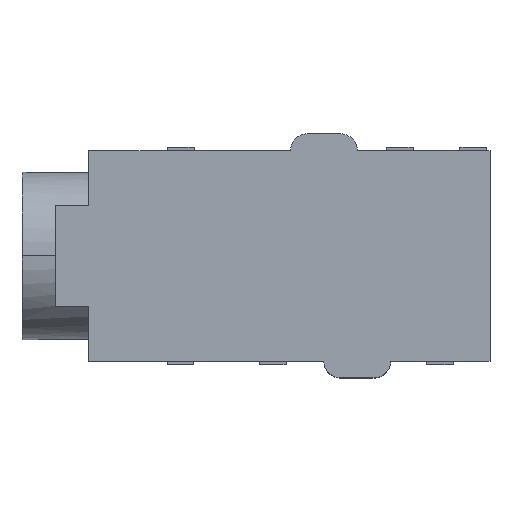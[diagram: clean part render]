
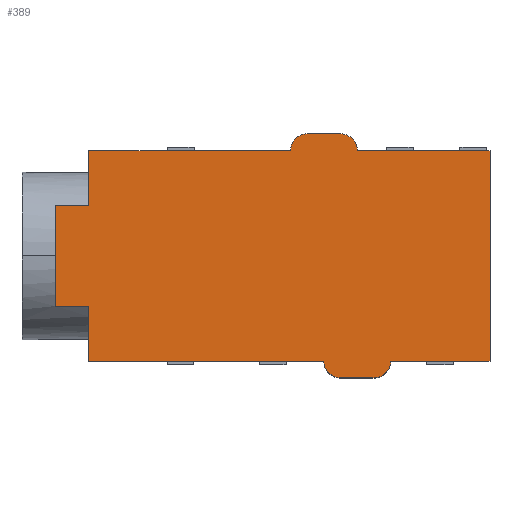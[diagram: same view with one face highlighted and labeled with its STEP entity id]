
A CAD part, top view. The second image highlights one B-rep face of the part: STEP entity #389.
In plain terms, the highlighted planar face has unit normal (0, 0, 1).
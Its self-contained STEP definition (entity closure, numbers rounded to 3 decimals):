
#2 = AXIS2_PLACEMENT_3D ( 'NONE', #34, #889, #68 ) ;
#29 = VECTOR ( 'NONE', #1704, 1000. ) ;
#34 = CARTESIAN_POINT ( 'NONE',  ( 2.53, -3.15, 4. ) ) ;
#48 = DIRECTION ( 'NONE',  ( 0., -1., 0. ) ) ;
#54 = CIRCLE ( 'NONE', #1105, 0.5 ) ;
#68 = DIRECTION ( 'NONE',  ( -1., 0., 0. ) ) ;
#102 = CARTESIAN_POINT ( 'NONE',  ( -7., 1.5, 4. ) ) ;
#117 = CARTESIAN_POINT ( 'NONE',  ( -6., 3.15, 4. ) ) ;
#144 = DIRECTION ( 'NONE',  ( -1., 0., 0. ) ) ;
#168 = CARTESIAN_POINT ( 'NONE',  ( -6., -1.5, 4. ) ) ;
#174 = EDGE_CURVE ( 'NONE', #1356, #751, #1762, .T. ) ;
#181 = ORIENTED_EDGE ( 'NONE', *, *, #937, .T. ) ;
#220 = AXIS2_PLACEMENT_3D ( 'NONE', #829, #1395, #1264 ) ;
#224 = CARTESIAN_POINT ( 'NONE',  ( -6., -3.15, 4. ) ) ;
#252 = LINE ( 'NONE', #646, #1784 ) ;
#266 = DIRECTION ( 'NONE',  ( 0., 0., 1. ) ) ;
#297 = CARTESIAN_POINT ( 'NONE',  ( 1.53, -3.65, 4. ) ) ;
#324 = VERTEX_POINT ( 'NONE', #552 ) ;
#333 = LINE ( 'NONE', #1459, #1324 ) ;
#357 = LINE ( 'NONE', #224, #1471 ) ;
#366 = DIRECTION ( 'NONE',  ( 0., -1., 0. ) ) ;
#375 = DIRECTION ( 'NONE',  ( 0., 1., 0. ) ) ;
#376 = ORIENTED_EDGE ( 'NONE', *, *, #841, .T. ) ;
#384 = ORIENTED_EDGE ( 'NONE', *, *, #931, .T. ) ;
#389 = ADVANCED_FACE ( 'NONE', ( #414 ), #970, .F. ) ;
#414 = FACE_OUTER_BOUND ( 'NONE', #599, .T. ) ;
#423 = VERTEX_POINT ( 'NONE', #1277 ) ;
#446 = CARTESIAN_POINT ( 'NONE',  ( -7., -1.5, 4. ) ) ;
#473 = CARTESIAN_POINT ( 'NONE',  ( 0.03, 3.65, 4. ) ) ;
#534 = VERTEX_POINT ( 'NONE', #168 ) ;
#543 = ORIENTED_EDGE ( 'NONE', *, *, #174, .F. ) ;
#547 = CIRCLE ( 'NONE', #2, 0.5 ) ;
#552 = CARTESIAN_POINT ( 'NONE',  ( 3.03, -3.15, 4. ) ) ;
#565 = CARTESIAN_POINT ( 'NONE',  ( 2.03, 3.15, 4. ) ) ;
#588 = LINE ( 'NONE', #614, #624 ) ;
#599 = EDGE_LOOP ( 'NONE', ( #1609, #1692, #376, #1216, #384, #1218, #1329, #1783, #1127, #181, #543, #662, #1162, #665, #923, #801 ) ) ;
#600 = EDGE_CURVE ( 'NONE', #1638, #324, #547, .T. ) ;
#603 = LINE ( 'NONE', #1158, #29 ) ;
#605 = EDGE_CURVE ( 'NONE', #1638, #1171, #588, .T. ) ;
#614 = CARTESIAN_POINT ( 'NONE',  ( 1.03, -3.65, 4. ) ) ;
#624 = VECTOR ( 'NONE', #1179, 1000. ) ;
#630 = CARTESIAN_POINT ( 'NONE',  ( 1.53, 3.65, 4. ) ) ;
#635 = VECTOR ( 'NONE', #900, 1000. ) ;
#646 = CARTESIAN_POINT ( 'NONE',  ( -6., 3.15, 4. ) ) ;
#649 = CIRCLE ( 'NONE', #977, 0.5 ) ;
#659 = DIRECTION ( 'NONE',  ( -1., 0., 0. ) ) ;
#662 = ORIENTED_EDGE ( 'NONE', *, *, #1445, .F. ) ;
#665 = ORIENTED_EDGE ( 'NONE', *, *, #1549, .T. ) ;
#673 = DIRECTION ( 'NONE',  ( -1., 0., 0. ) ) ;
#720 = EDGE_CURVE ( 'NONE', #1572, #1349, #1398, .T. ) ;
#727 = CARTESIAN_POINT ( 'NONE',  ( 2.53, -3.65, 4. ) ) ;
#751 = VERTEX_POINT ( 'NONE', #952 ) ;
#754 = EDGE_CURVE ( 'NONE', #1755, #534, #1236, .T. ) ;
#785 = DIRECTION ( 'NONE',  ( 0., 0., 1. ) ) ;
#788 = VECTOR ( 'NONE', #1370, 1000. ) ;
#801 = ORIENTED_EDGE ( 'NONE', *, *, #1132, .T. ) ;
#809 = VECTOR ( 'NONE', #366, 1000. ) ;
#810 = CARTESIAN_POINT ( 'NONE',  ( 0.53, 3.15, 4. ) ) ;
#818 = CARTESIAN_POINT ( 'NONE',  ( 1.03, -3.15, 4. ) ) ;
#829 = CARTESIAN_POINT ( 'NONE',  ( 0., 0., 4. ) ) ;
#841 = EDGE_CURVE ( 'NONE', #324, #896, #603, .T. ) ;
#862 = VECTOR ( 'NONE', #1028, 1000. ) ;
#883 = VERTEX_POINT ( 'NONE', #999 ) ;
#885 = CARTESIAN_POINT ( 'NONE',  ( 6., -3.15, 4. ) ) ;
#889 = DIRECTION ( 'NONE',  ( 0., 0., 1. ) ) ;
#896 = VERTEX_POINT ( 'NONE', #885 ) ;
#900 = DIRECTION ( 'NONE',  ( 1., 0., 0. ) ) ;
#917 = DIRECTION ( 'NONE',  ( -1., 0., 0. ) ) ;
#920 = CARTESIAN_POINT ( 'NONE',  ( 1.53, 3.15, 4. ) ) ;
#923 = ORIENTED_EDGE ( 'NONE', *, *, #1613, .T. ) ;
#924 = VECTOR ( 'NONE', #659, 1000. ) ;
#929 = VERTEX_POINT ( 'NONE', #630 ) ;
#931 = EDGE_CURVE ( 'NONE', #1448, #1239, #252, .T. ) ;
#937 = EDGE_CURVE ( 'NONE', #423, #751, #1778, .T. ) ;
#952 = CARTESIAN_POINT ( 'NONE',  ( -6., 1.5, 4. ) ) ;
#956 = LINE ( 'NONE', #1071, #788 ) ;
#970 = PLANE ( 'NONE',  #220 ) ;
#977 = AXIS2_PLACEMENT_3D ( 'NONE', #1401, #1678, #144 ) ;
#999 = CARTESIAN_POINT ( 'NONE',  ( -6., -3.15, 4. ) ) ;
#1028 = DIRECTION ( 'NONE',  ( 1., 0., 0. ) ) ;
#1047 = CARTESIAN_POINT ( 'NONE',  ( -6., -3.15, 4. ) ) ;
#1071 = CARTESIAN_POINT ( 'NONE',  ( -7., 1.5, 4. ) ) ;
#1078 = VERTEX_POINT ( 'NONE', #818 ) ;
#1099 = CARTESIAN_POINT ( 'NONE',  ( -7., -1.5, 4. ) ) ;
#1105 = AXIS2_PLACEMENT_3D ( 'NONE', #920, #785, #673 ) ;
#1127 = ORIENTED_EDGE ( 'NONE', *, *, #1709, .T. ) ;
#1132 = EDGE_CURVE ( 'NONE', #1078, #1171, #649, .T. ) ;
#1158 = CARTESIAN_POINT ( 'NONE',  ( -6., -3.15, 4. ) ) ;
#1162 = ORIENTED_EDGE ( 'NONE', *, *, #754, .T. ) ;
#1169 = DIRECTION ( 'NONE',  ( 1., 0., 0. ) ) ;
#1171 = VERTEX_POINT ( 'NONE', #297 ) ;
#1178 = LINE ( 'NONE', #473, #862 ) ;
#1179 = DIRECTION ( 'NONE',  ( -1., 0., 0. ) ) ;
#1216 = ORIENTED_EDGE ( 'NONE', *, *, #1387, .T. ) ;
#1218 = ORIENTED_EDGE ( 'NONE', *, *, #1670, .T. ) ;
#1220 = CARTESIAN_POINT ( 'NONE',  ( 6., 3.15, 4. ) ) ;
#1236 = LINE ( 'NONE', #1099, #1420 ) ;
#1239 = VERTEX_POINT ( 'NONE', #565 ) ;
#1264 = DIRECTION ( 'NONE',  ( -1., 0., 0. ) ) ;
#1277 = CARTESIAN_POINT ( 'NONE',  ( -6., 3.15, 4. ) ) ;
#1324 = VECTOR ( 'NONE', #375, 1000. ) ;
#1327 = LINE ( 'NONE', #1047, #1803 ) ;
#1329 = ORIENTED_EDGE ( 'NONE', *, *, #1658, .F. ) ;
#1344 = LINE ( 'NONE', #117, #924 ) ;
#1349 = VERTEX_POINT ( 'NONE', #1449 ) ;
#1356 = VERTEX_POINT ( 'NONE', #102 ) ;
#1370 = DIRECTION ( 'NONE',  ( 0., 1., 0. ) ) ;
#1387 = EDGE_CURVE ( 'NONE', #896, #1448, #333, .T. ) ;
#1395 = DIRECTION ( 'NONE',  ( 0., 0., -1. ) ) ;
#1398 = CIRCLE ( 'NONE', #1564, 0.5 ) ;
#1401 = CARTESIAN_POINT ( 'NONE',  ( 1.53, -3.15, 4. ) ) ;
#1420 = VECTOR ( 'NONE', #1665, 1000. ) ;
#1445 = EDGE_CURVE ( 'NONE', #1755, #1356, #956, .T. ) ;
#1448 = VERTEX_POINT ( 'NONE', #1220 ) ;
#1449 = CARTESIAN_POINT ( 'NONE',  ( 0.03, 3.15, 4. ) ) ;
#1459 = CARTESIAN_POINT ( 'NONE',  ( 6., -3.15, 4. ) ) ;
#1471 = VECTOR ( 'NONE', #1169, 1000. ) ;
#1545 = DIRECTION ( 'NONE',  ( -1., 0., 0. ) ) ;
#1549 = EDGE_CURVE ( 'NONE', #534, #883, #1327, .T. ) ;
#1564 = AXIS2_PLACEMENT_3D ( 'NONE', #810, #266, #1545 ) ;
#1572 = VERTEX_POINT ( 'NONE', #1601 ) ;
#1598 = CARTESIAN_POINT ( 'NONE',  ( -6., -3.15, 4. ) ) ;
#1601 = CARTESIAN_POINT ( 'NONE',  ( 0.53, 3.65, 4. ) ) ;
#1609 = ORIENTED_EDGE ( 'NONE', *, *, #605, .F. ) ;
#1613 = EDGE_CURVE ( 'NONE', #883, #1078, #357, .T. ) ;
#1638 = VERTEX_POINT ( 'NONE', #727 ) ;
#1658 = EDGE_CURVE ( 'NONE', #1572, #929, #1178, .T. ) ;
#1665 = DIRECTION ( 'NONE',  ( 1., 0., 0. ) ) ;
#1670 = EDGE_CURVE ( 'NONE', #1239, #929, #54, .T. ) ;
#1678 = DIRECTION ( 'NONE',  ( 0., 0., 1. ) ) ;
#1692 = ORIENTED_EDGE ( 'NONE', *, *, #600, .T. ) ;
#1704 = DIRECTION ( 'NONE',  ( 1., 0., 0. ) ) ;
#1709 = EDGE_CURVE ( 'NONE', #1349, #423, #1344, .T. ) ;
#1755 = VERTEX_POINT ( 'NONE', #446 ) ;
#1762 = LINE ( 'NONE', #1771, #635 ) ;
#1771 = CARTESIAN_POINT ( 'NONE',  ( -7., 1.5, 4. ) ) ;
#1778 = LINE ( 'NONE', #1598, #809 ) ;
#1783 = ORIENTED_EDGE ( 'NONE', *, *, #720, .T. ) ;
#1784 = VECTOR ( 'NONE', #917, 1000. ) ;
#1803 = VECTOR ( 'NONE', #48, 1000. ) ;
